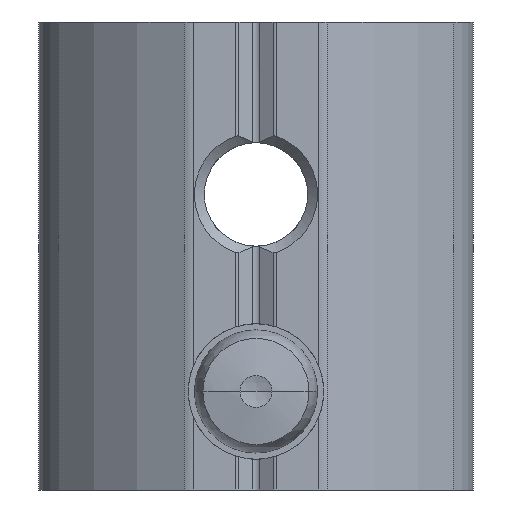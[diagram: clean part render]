
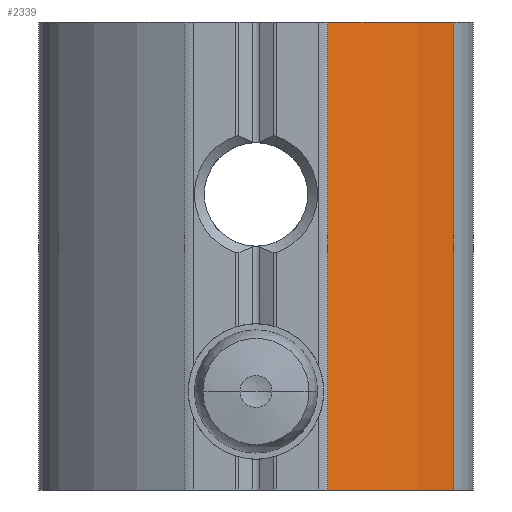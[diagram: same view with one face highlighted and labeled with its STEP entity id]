
A CAD part, front view. The second image highlights one B-rep face of the part: STEP entity #2339.
In plain terms, the highlighted cylindrical face has radius 12.4 mm (diameter 24.8 mm), a partial arc.
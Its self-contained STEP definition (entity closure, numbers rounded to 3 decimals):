
#70 = ORIENTED_EDGE ( 'NONE', *, *, #704, .T. ) ;
#75 = CARTESIAN_POINT ( 'NONE',  ( 2.91, 0.073, -38. ) ) ;
#261 = CARTESIAN_POINT ( 'NONE',  ( -1.75, 11.564, -38. ) ) ;
#434 = CARTESIAN_POINT ( 'NONE',  ( 8.034, 3.946, -19. ) ) ;
#598 = ORIENTED_EDGE ( 'NONE', *, *, #1802, .F. ) ;
#652 = EDGE_CURVE ( 'NONE', #856, #1240, #1953, .T. ) ;
#704 = EDGE_CURVE ( 'NONE', #3186, #856, #1706, .T. ) ;
#777 = VECTOR ( 'NONE', #1102, 1000. ) ;
#850 = AXIS2_PLACEMENT_3D ( 'NONE', #2019, #2860, #1245 ) ;
#856 = VERTEX_POINT ( 'NONE', #1589 ) ;
#957 = ORIENTED_EDGE ( 'NONE', *, *, #652, .T. ) ;
#1024 = DIRECTION ( 'NONE',  ( 0., 0., 1. ) ) ;
#1102 = DIRECTION ( 'NONE',  ( 0., 0., 1. ) ) ;
#1240 = VERTEX_POINT ( 'NONE', #434 ) ;
#1245 = DIRECTION ( 'NONE',  ( 1., 0., 0. ) ) ;
#1356 = CARTESIAN_POINT ( 'NONE',  ( 8.034, 3.946, -38. ) ) ;
#1589 = CARTESIAN_POINT ( 'NONE',  ( 8.034, 3.946, -38. ) ) ;
#1706 = CIRCLE ( 'NONE', #2796, 12.4 ) ;
#1771 = CARTESIAN_POINT ( 'NONE',  ( 2.91, 0.073, -19. ) ) ;
#1802 = EDGE_CURVE ( 'NONE', #2637, #1240, #2634, .T. ) ;
#1887 = DIRECTION ( 'NONE',  ( -1., 0., 0. ) ) ;
#1953 = LINE ( 'NONE', #1356, #777 ) ;
#2019 = CARTESIAN_POINT ( 'NONE',  ( -1.75, 11.564, -38. ) ) ;
#2021 = CARTESIAN_POINT ( 'NONE',  ( 2.91, 0.073, -38. ) ) ;
#2170 = DIRECTION ( 'NONE',  ( 0., 0., 1. ) ) ;
#2210 = ORIENTED_EDGE ( 'NONE', *, *, #3161, .F. ) ;
#2281 = VECTOR ( 'NONE', #2495, 1000. ) ;
#2339 = ADVANCED_FACE ( 'NONE', ( #2785 ), #3308, .T. ) ;
#2341 = AXIS2_PLACEMENT_3D ( 'NONE', #3519, #1024, #1887 ) ;
#2495 = DIRECTION ( 'NONE',  ( 0., 0., 1. ) ) ;
#2634 = CIRCLE ( 'NONE', #2341, 12.4 ) ;
#2637 = VERTEX_POINT ( 'NONE', #1771 ) ;
#2785 = FACE_OUTER_BOUND ( 'NONE', #3094, .T. ) ;
#2796 = AXIS2_PLACEMENT_3D ( 'NONE', #261, #2170, #3297 ) ;
#2860 = DIRECTION ( 'NONE',  ( 0., 0., 1. ) ) ;
#3094 = EDGE_LOOP ( 'NONE', ( #598, #2210, #70, #957 ) ) ;
#3161 = EDGE_CURVE ( 'NONE', #3186, #2637, #3413, .T. ) ;
#3186 = VERTEX_POINT ( 'NONE', #2021 ) ;
#3297 = DIRECTION ( 'NONE',  ( -1., 0., 0. ) ) ;
#3308 = CYLINDRICAL_SURFACE ( 'NONE', #850, 12.4 ) ;
#3413 = LINE ( 'NONE', #75, #2281 ) ;
#3519 = CARTESIAN_POINT ( 'NONE',  ( -1.75, 11.564, -19. ) ) ;
